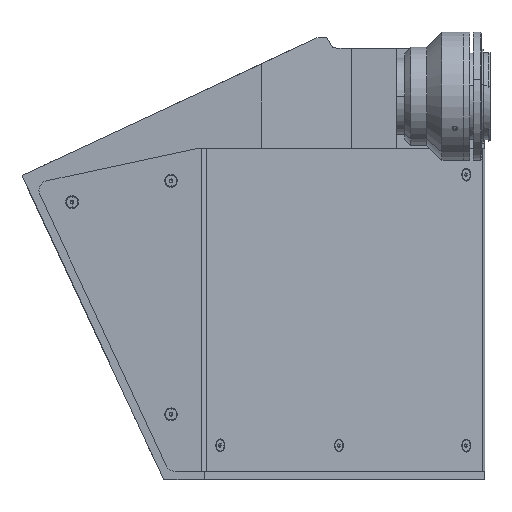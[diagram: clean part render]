
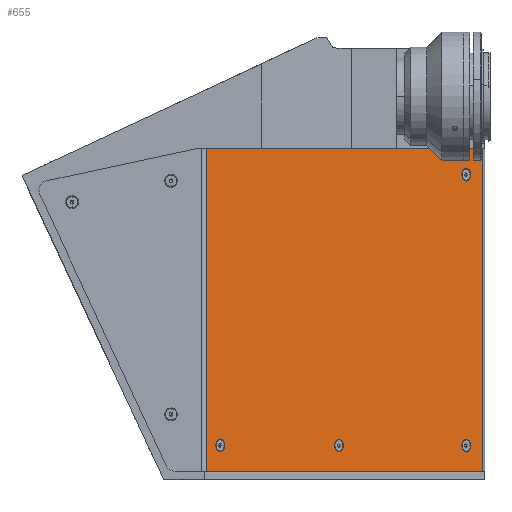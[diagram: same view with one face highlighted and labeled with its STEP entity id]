
A CAD part, top view. The second image highlights one B-rep face of the part: STEP entity #655.
In plain terms, the highlighted planar face has unit normal (0.707, 0, 0.707).
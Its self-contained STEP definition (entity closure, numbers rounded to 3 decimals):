
#256 = LINE ( 'NONE', #448, #19710 ) ;
#347 = AXIS2_PLACEMENT_3D ( 'NONE', #20258, #6180, #14493 ) ;
#405 = FACE_BOUND ( 'NONE', #15378, .T. ) ;
#448 = CARTESIAN_POINT ( 'NONE',  ( -39.716, 70., 179.4 ) ) ;
#515 = ORIENTED_EDGE ( 'NONE', *, *, #8088, .F. ) ;
#655 = ADVANCED_FACE ( 'NONE', ( #1955, #405, #17855, #6980, #2256 ), #8228, .F. ) ;
#977 = DIRECTION ( 'NONE',  ( 0.707, 0., -0.707 ) ) ;
#1113 = AXIS2_PLACEMENT_3D ( 'NONE', #16551, #11635, #5776 ) ;
#1166 = CARTESIAN_POINT ( 'NONE',  ( 27.314, -78., 112.371 ) ) ;
#1283 = CARTESIAN_POINT ( 'NONE',  ( 90.719, -78., 48.965 ) ) ;
#1422 = AXIS2_PLACEMENT_3D ( 'NONE', #6370, #1552, #13787 ) ;
#1552 = DIRECTION ( 'NONE',  ( 0.707, 0., 0.707 ) ) ;
#1955 = FACE_BOUND ( 'NONE', #3345, .T. ) ;
#2032 = VECTOR ( 'NONE', #5309, 1000. ) ;
#2040 = CARTESIAN_POINT ( 'NONE',  ( 98.828, 70., 40.856 ) ) ;
#2256 = FACE_OUTER_BOUND ( 'NONE', #11951, .T. ) ;
#2438 = CARTESIAN_POINT ( 'NONE',  ( 98.828, -91., 40.856 ) ) ;
#3049 = EDGE_CURVE ( 'NONE', #12114, #4687, #13366, .T. ) ;
#3345 = EDGE_LOOP ( 'NONE', ( #8647, #16884 ) ) ;
#3358 = DIRECTION ( 'NONE',  ( 0.707, 0., -0.707 ) ) ;
#3992 = DIRECTION ( 'NONE',  ( 0., 1., 0. ) ) ;
#4125 = CIRCLE ( 'NONE', #16925, 3.15 ) ;
#4242 = CARTESIAN_POINT ( 'NONE',  ( 92.947, 57., 46.738 ) ) ;
#4419 = CARTESIAN_POINT ( 'NONE',  ( 92.947, -78., 46.738 ) ) ;
#4687 = VERTEX_POINT ( 'NONE', #19744 ) ;
#4891 = CARTESIAN_POINT ( 'NONE',  ( -31.849, -78., 171.534 ) ) ;
#4983 = EDGE_LOOP ( 'NONE', ( #515, #8288 ) ) ;
#5303 = ORIENTED_EDGE ( 'NONE', *, *, #6773, .F. ) ;
#5309 = DIRECTION ( 'NONE',  ( 0., -1., 0. ) ) ;
#5476 = VECTOR ( 'NONE', #3992, 1000. ) ;
#5485 = EDGE_CURVE ( 'NONE', #7406, #17309, #14839, .T. ) ;
#5495 = ORIENTED_EDGE ( 'NONE', *, *, #12603, .F. ) ;
#5671 = VERTEX_POINT ( 'NONE', #16146 ) ;
#5751 = VERTEX_POINT ( 'NONE', #4242 ) ;
#5776 = DIRECTION ( 'NONE',  ( 0.707, 0., -0.707 ) ) ;
#5830 = CARTESIAN_POINT ( 'NONE',  ( -34.077, -78., 173.761 ) ) ;
#6180 = DIRECTION ( 'NONE',  ( 0.707, 0., 0.707 ) ) ;
#6370 = CARTESIAN_POINT ( 'NONE',  ( 27.314, -78., 112.371 ) ) ;
#6496 = DIRECTION ( 'NONE',  ( 0.707, 0., -0.707 ) ) ;
#6550 = DIRECTION ( 'NONE',  ( 0.707, 0., 0.707 ) ) ;
#6773 = EDGE_CURVE ( 'NONE', #5751, #16133, #7543, .T. ) ;
#6790 = DIRECTION ( 'NONE',  ( 0.707, 0., -0.707 ) ) ;
#6839 = ORIENTED_EDGE ( 'NONE', *, *, #15855, .F. ) ;
#6940 = AXIS2_PLACEMENT_3D ( 'NONE', #4891, #6550, #3358 ) ;
#6980 = FACE_BOUND ( 'NONE', #18178, .T. ) ;
#7110 = EDGE_CURVE ( 'NONE', #17448, #10312, #13483, .T. ) ;
#7406 = VERTEX_POINT ( 'NONE', #8936 ) ;
#7543 = CIRCLE ( 'NONE', #14709, 3.15 ) ;
#7700 = CIRCLE ( 'NONE', #1113, 3.15 ) ;
#7758 = EDGE_CURVE ( 'NONE', #12557, #19435, #11690, .T. ) ;
#7794 = AXIS2_PLACEMENT_3D ( 'NONE', #1166, #20077, #18109 ) ;
#7820 = ORIENTED_EDGE ( 'NONE', *, *, #7110, .F. ) ;
#8088 = EDGE_CURVE ( 'NONE', #17309, #7406, #7700, .T. ) ;
#8228 = PLANE ( 'NONE',  #10389 ) ;
#8288 = ORIENTED_EDGE ( 'NONE', *, *, #5485, .F. ) ;
#8647 = ORIENTED_EDGE ( 'NONE', *, *, #13750, .F. ) ;
#8707 = CARTESIAN_POINT ( 'NONE',  ( -38.544, 70., 178.228 ) ) ;
#8936 = CARTESIAN_POINT ( 'NONE',  ( 88.492, -78., 51.192 ) ) ;
#9006 = VERTEX_POINT ( 'NONE', #2438 ) ;
#9471 = ORIENTED_EDGE ( 'NONE', *, *, #11979, .F. ) ;
#9635 = ORIENTED_EDGE ( 'NONE', *, *, #7758, .T. ) ;
#10058 = LINE ( 'NONE', #2040, #5476 ) ;
#10312 = VERTEX_POINT ( 'NONE', #5830 ) ;
#10317 = CARTESIAN_POINT ( 'NONE',  ( 25.086, -78., 114.598 ) ) ;
#10389 = AXIS2_PLACEMENT_3D ( 'NONE', #16323, #19191, #17762 ) ;
#11010 = EDGE_CURVE ( 'NONE', #9006, #5671, #10058, .T. ) ;
#11425 = CARTESIAN_POINT ( 'NONE',  ( 90.719, 57., 48.965 ) ) ;
#11635 = DIRECTION ( 'NONE',  ( 0.707, 0., 0.707 ) ) ;
#11690 = LINE ( 'NONE', #8707, #2032 ) ;
#11951 = EDGE_LOOP ( 'NONE', ( #16638, #20231, #9471, #9635 ) ) ;
#11979 = EDGE_CURVE ( 'NONE', #12557, #5671, #256, .T. ) ;
#12114 = VERTEX_POINT ( 'NONE', #10317 ) ;
#12342 = CARTESIAN_POINT ( 'NONE',  ( -38.544, -91., 178.228 ) ) ;
#12557 = VERTEX_POINT ( 'NONE', #14253 ) ;
#12603 = EDGE_CURVE ( 'NONE', #10312, #17448, #15473, .T. ) ;
#13181 = AXIS2_PLACEMENT_3D ( 'NONE', #1283, #17002, #977 ) ;
#13366 = CIRCLE ( 'NONE', #7794, 3.15 ) ;
#13483 = CIRCLE ( 'NONE', #347, 3.15 ) ;
#13750 = EDGE_CURVE ( 'NONE', #4687, #12114, #15217, .T. ) ;
#13787 = DIRECTION ( 'NONE',  ( 0.707, 0., -0.707 ) ) ;
#14253 = CARTESIAN_POINT ( 'NONE',  ( -38.544, 70., 178.228 ) ) ;
#14493 = DIRECTION ( 'NONE',  ( 0.707, 0., -0.707 ) ) ;
#14603 = DIRECTION ( 'NONE',  ( 0.707, 0., 0.707 ) ) ;
#14709 = AXIS2_PLACEMENT_3D ( 'NONE', #15835, #16137, #19027 ) ;
#14839 = CIRCLE ( 'NONE', #13181, 3.15 ) ;
#15217 = CIRCLE ( 'NONE', #1422, 3.15 ) ;
#15378 = EDGE_LOOP ( 'NONE', ( #7820, #5495 ) ) ;
#15473 = CIRCLE ( 'NONE', #6940, 3.15 ) ;
#15792 = EDGE_CURVE ( 'NONE', #19435, #9006, #17574, .T. ) ;
#15835 = CARTESIAN_POINT ( 'NONE',  ( 90.719, 57., 48.965 ) ) ;
#15855 = EDGE_CURVE ( 'NONE', #16133, #5751, #4125, .T. ) ;
#15924 = VECTOR ( 'NONE', #6790, 1000. ) ;
#16133 = VERTEX_POINT ( 'NONE', #16849 ) ;
#16137 = DIRECTION ( 'NONE',  ( 0.707, 0., 0.707 ) ) ;
#16146 = CARTESIAN_POINT ( 'NONE',  ( 98.828, 70., 40.856 ) ) ;
#16323 = CARTESIAN_POINT ( 'NONE',  ( -39.716, 70., 179.4 ) ) ;
#16551 = CARTESIAN_POINT ( 'NONE',  ( 90.719, -78., 48.965 ) ) ;
#16638 = ORIENTED_EDGE ( 'NONE', *, *, #15792, .T. ) ;
#16849 = CARTESIAN_POINT ( 'NONE',  ( 88.492, 57., 51.192 ) ) ;
#16884 = ORIENTED_EDGE ( 'NONE', *, *, #3049, .F. ) ;
#16925 = AXIS2_PLACEMENT_3D ( 'NONE', #11425, #14603, #6496 ) ;
#17002 = DIRECTION ( 'NONE',  ( 0.707, 0., 0.707 ) ) ;
#17309 = VERTEX_POINT ( 'NONE', #4419 ) ;
#17448 = VERTEX_POINT ( 'NONE', #17459 ) ;
#17459 = CARTESIAN_POINT ( 'NONE',  ( -29.622, -78., 169.306 ) ) ;
#17574 = LINE ( 'NONE', #19017, #15924 ) ;
#17762 = DIRECTION ( 'NONE',  ( -0.707, 0., 0.707 ) ) ;
#17855 = FACE_BOUND ( 'NONE', #4983, .T. ) ;
#18109 = DIRECTION ( 'NONE',  ( 0.707, 0., -0.707 ) ) ;
#18178 = EDGE_LOOP ( 'NONE', ( #5303, #6839 ) ) ;
#19017 = CARTESIAN_POINT ( 'NONE',  ( -39.716, -91., 179.4 ) ) ;
#19027 = DIRECTION ( 'NONE',  ( 0.707, 0., -0.707 ) ) ;
#19191 = DIRECTION ( 'NONE',  ( -0.707, 0., -0.707 ) ) ;
#19240 = DIRECTION ( 'NONE',  ( 0.707, 0., -0.707 ) ) ;
#19435 = VERTEX_POINT ( 'NONE', #12342 ) ;
#19710 = VECTOR ( 'NONE', #19240, 1000. ) ;
#19744 = CARTESIAN_POINT ( 'NONE',  ( 29.541, -78., 110.143 ) ) ;
#20077 = DIRECTION ( 'NONE',  ( 0.707, 0., 0.707 ) ) ;
#20231 = ORIENTED_EDGE ( 'NONE', *, *, #11010, .T. ) ;
#20258 = CARTESIAN_POINT ( 'NONE',  ( -31.849, -78., 171.534 ) ) ;
